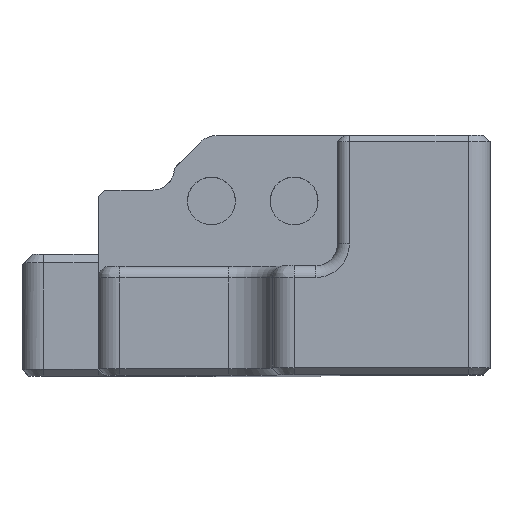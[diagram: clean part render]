
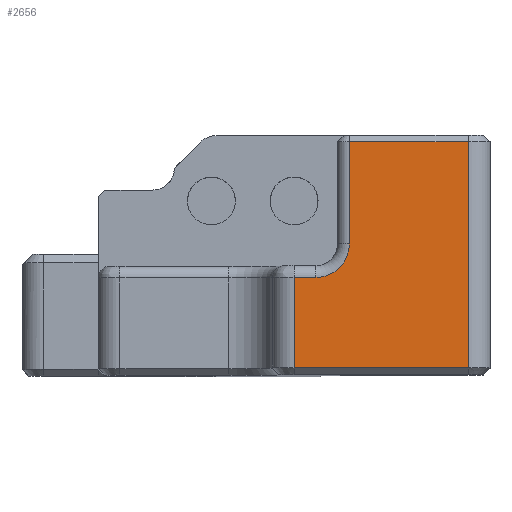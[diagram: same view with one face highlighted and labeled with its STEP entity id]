
A CAD part, top view. The second image highlights one B-rep face of the part: STEP entity #2656.
In plain terms, the highlighted planar face has unit normal (0, 0, 1).
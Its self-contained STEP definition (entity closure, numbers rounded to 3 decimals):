
#159=PLANE('',#2923);
#316=FACE_OUTER_BOUND('',#485,.T.);
#485=EDGE_LOOP('',(#2399,#2400,#2401,#2402,#2403,#2404,#2405));
#558=LINE('',#3892,#804);
#675=LINE('',#4364,#921);
#714=LINE('',#4498,#960);
#715=LINE('',#4509,#961);
#736=LINE('',#4663,#982);
#738=LINE('',#4666,#984);
#804=VECTOR('',#3084,10.);
#921=VECTOR('',#3411,10.);
#960=VECTOR('',#3574,10.);
#961=VECTOR('',#3587,10.);
#982=VECTOR('',#3676,10.);
#984=VECTOR('',#3680,10.);
#1080=CIRCLE('',#2885,1.54);
#1157=VERTEX_POINT('',#3882);
#1159=VERTEX_POINT('',#3888);
#1263=VERTEX_POINT('',#4354);
#1265=VERTEX_POINT('',#4360);
#1299=VERTEX_POINT('',#4496);
#1301=VERTEX_POINT('',#4501);
#1303=VERTEX_POINT('',#4507);
#1407=EDGE_CURVE('',#1157,#1159,#558,.T.);
#1581=EDGE_CURVE('',#1263,#1265,#675,.T.);
#1646=EDGE_CURVE('',#1299,#1157,#714,.T.);
#1648=EDGE_CURVE('',#1301,#1299,#1080,.T.);
#1651=EDGE_CURVE('',#1303,#1301,#715,.T.);
#1694=EDGE_CURVE('',#1265,#1303,#736,.T.);
#1696=EDGE_CURVE('',#1159,#1263,#738,.T.);
#2399=ORIENTED_EDGE('',*,*,#1407,.F.);
#2400=ORIENTED_EDGE('',*,*,#1646,.F.);
#2401=ORIENTED_EDGE('',*,*,#1648,.F.);
#2402=ORIENTED_EDGE('',*,*,#1651,.F.);
#2403=ORIENTED_EDGE('',*,*,#1694,.F.);
#2404=ORIENTED_EDGE('',*,*,#1581,.F.);
#2405=ORIENTED_EDGE('',*,*,#1696,.F.);
#2656=ADVANCED_FACE('',(#316),#159,.T.);
#2885=AXIS2_PLACEMENT_3D('',#4503,#3579,#3580);
#2923=AXIS2_PLACEMENT_3D('',#4665,#3678,#3679);
#3084=DIRECTION('',(1.,0.,0.));
#3411=DIRECTION('',(-1.,0.,0.));
#3574=DIRECTION('',(0.,1.,0.));
#3579=DIRECTION('center_axis',(0.,0.,1.));
#3580=DIRECTION('ref_axis',(0.707,-0.707,0.));
#3587=DIRECTION('',(1.,0.,0.));
#3676=DIRECTION('',(0.,1.,0.));
#3678=DIRECTION('center_axis',(0.,0.,1.));
#3679=DIRECTION('ref_axis',(1.,0.,0.));
#3680=DIRECTION('',(0.,-1.,0.));
#3882=CARTESIAN_POINT('',(5.04,10.7,60.));
#3888=CARTESIAN_POINT('',(10.5,10.7,60.));
#3892=CARTESIAN_POINT('',(2.875,10.7,60.));
#4354=CARTESIAN_POINT('',(10.5,0.3,60.));
#4360=CARTESIAN_POINT('',(2.5,0.3,60.));
#4364=CARTESIAN_POINT('',(2.,0.3,60.));
#4496=CARTESIAN_POINT('',(5.04,6.,60.));
#4498=CARTESIAN_POINT('',(5.04,4.25,60.));
#4501=CARTESIAN_POINT('',(3.5,4.46,60.));
#4503=CARTESIAN_POINT('Origin',(3.5,6.,60.));
#4507=CARTESIAN_POINT('',(2.5,4.46,60.));
#4509=CARTESIAN_POINT('',(2.65,4.46,60.));
#4663=CARTESIAN_POINT('',(2.5,0.,60.));
#4665=CARTESIAN_POINT('Origin',(1.5,0.,60.));
#4666=CARTESIAN_POINT('',(10.5,0.,60.));
